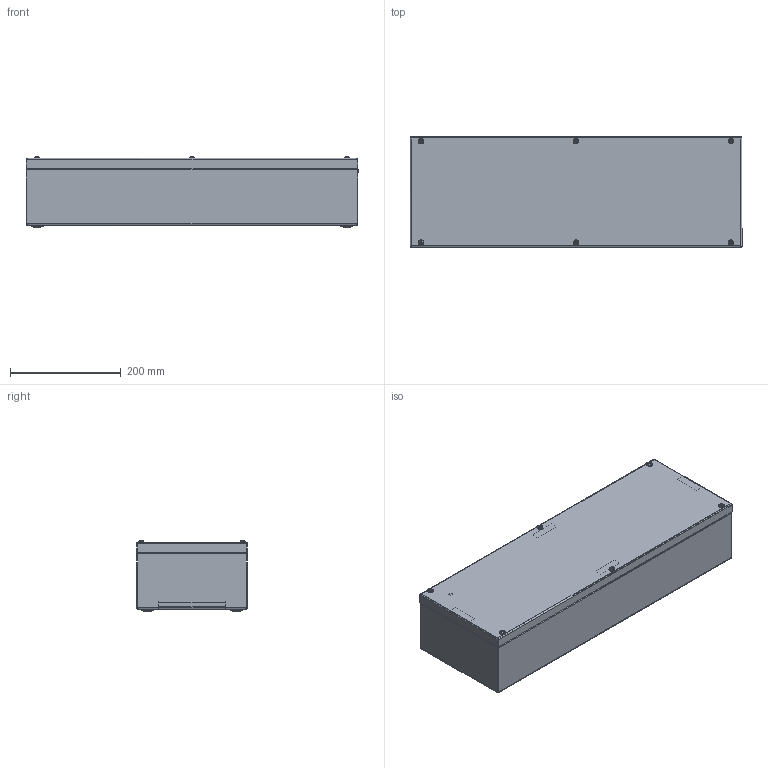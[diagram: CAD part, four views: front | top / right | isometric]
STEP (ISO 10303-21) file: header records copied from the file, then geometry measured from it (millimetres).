
FILE_DESCRIPTION(/* description */ (''),/* implementation_level */ '2;1');
FILE_NAME(/* name */ '20602012000-RST.stp',/* time_stamp */ '2021-09-08T13:23:53+02:00',/* author */ ('sl'),/* organization */ (''),/* preprocessor_version */ 'ST-DEVELOPER v16.5',/* originating_system */ 'Autodesk Inventor 2017',/* authorisation */ '');
FILE_SCHEMA (('AUTOMOTIVE_DESIGN { 1 0 10303 214 3 1 1 }'));
Length unit declared in the file: millimetre
Products named in the file (13): Edelstahl-Gehäuse-12-BG-0001-20602012000; Deckel-Edelstahl-Gehäuse-12-BG-0002-20602012000; 93379; 42038; 82410; 93344; 41070; UT-Edelstahl-Gehäuse-12-BG-0003-20602012000; 42023; 42109; 86003_Bl.1,25; Fuß-Edelstahl-Gehäuse-01-BT-0001-20101006000; Erdung-Edelstahl-Gehäuse-01-BT-0002-20101006000
Assembly tree (34 placements, depth 3):
  Edelstahl-Gehäuse-12-BG-0001-20602012000
    Deckel-Edelstahl-Gehäuse-12-BG-0002-20602012000
      41070  x6
      93344  x6
      93379
      82410  x4
      42038
    UT-Edelstahl-Gehäuse-12-BG-0003-20602012000
      86003_Bl.1,25  x6
      42023
      42109  x2
      Fuß-Edelstahl-Gehäuse-01-BT-0001-20101006000  x4
      Erdung-Edelstahl-Gehäuse-01-BT-0002-20101006000
Bounding box: 600 x 200 x 128.47 mm (x, y, z)
Volume: 716018.8 mm3; surface area: 990017.2 mm2
Topology: 32 solids, 32 shells, 840 faces, 1809 edges, 1085 vertices
Faces by surface type: plane 370, cylinder 247, bspline 100, cone 67, torus 28, sphere 28
Full cylindrical faces by diameter (mm): 4.2 x12, 4.7 x1, 5 x25, 5.9 x6, 6 x1, 7 x13, 7.1 x6, 8 x13, 8.5 x4, 9 x6, 10 x10, 10.4 x6, 14 x4
Entity records: 18749 total; most frequent: CARTESIAN_POINT 7897, DIRECTION 2117, ORIENTED_EDGE 2050, EDGE_CURVE 1025, AXIS2_PLACEMENT_3D 789, EDGE_LOOP 630, VERTEX_POINT 627, LINE 539
